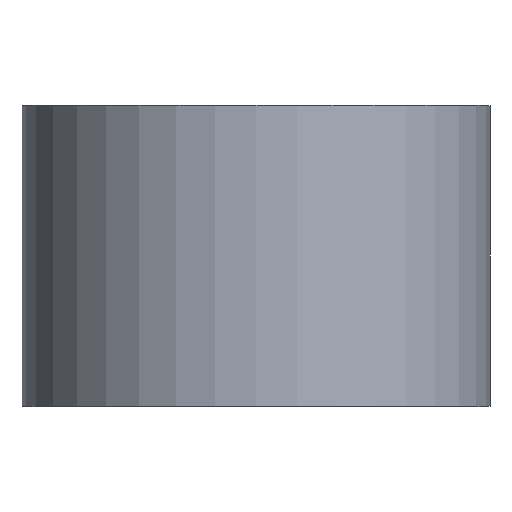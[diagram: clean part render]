
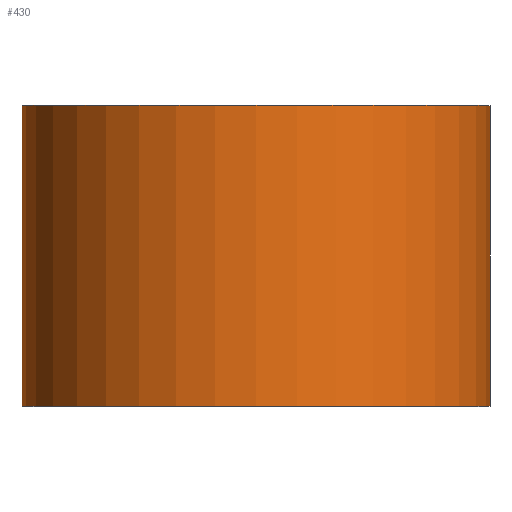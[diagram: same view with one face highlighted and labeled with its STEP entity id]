
A CAD part, top view. The second image highlights one B-rep face of the part: STEP entity #430.
In plain terms, the highlighted cylindrical face has radius 35 mm (diameter 70 mm), a partial arc.
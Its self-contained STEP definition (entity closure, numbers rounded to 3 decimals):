
#346=EDGE_CURVE('',#566,#416,#825,.T.);
#356=EDGE_CURVE('',#566,#500,#836,.T.);
#416=VERTEX_POINT('',#907);
#430=ADVANCED_FACE('',(#924),#925,.T.);
#434=EDGE_CURVE('',#678,#416,#931,.T.);
#500=VERTEX_POINT('',#1003);
#566=VERTEX_POINT('',#1077);
#652=EDGE_CURVE('',#678,#500,#1174,.T.);
#678=VERTEX_POINT('',#1203);
#825=LINE('',#1372,#1373);
#836=CIRCLE('',#1386,35.0);
#907=CARTESIAN_POINT('',(35.0,45.0,0.0));
#924=FACE_OUTER_BOUND('',#1492,.T.);
#925=CYLINDRICAL_SURFACE('',#1493,35.0);
#931=CIRCLE('',#1500,35.0);
#1003=CARTESIAN_POINT('',(-35.0,0.0,0.));
#1077=CARTESIAN_POINT('',(35.0,0.0,0.0));
#1174=LINE('',#1821,#1822);
#1203=CARTESIAN_POINT('',(-35.0,45.0,0.));
#1372=CARTESIAN_POINT('',(35.0,22.5,0.));
#1373=VECTOR('',#2020,1.0);
#1386=AXIS2_PLACEMENT_3D('',#2032,#2033,#2034);
#1492=EDGE_LOOP('',(#2169,#2170,#2171,#2172));
#1493=AXIS2_PLACEMENT_3D('',#2173,#2174,#2175);
#1500=AXIS2_PLACEMENT_3D('',#2184,#2185,#2186);
#1821=CARTESIAN_POINT('',(-35.0,22.5,0.));
#1822=VECTOR('',#2482,1.0);
#2020=DIRECTION('',(0.0,1.0,0.0));
#2032=CARTESIAN_POINT('',(0.0,0.0,0.0));
#2033=DIRECTION('',(0.0,-1.0,0.0));
#2034=DIRECTION('',(1.0,0.0,0.0));
#2169=ORIENTED_EDGE('',*,*,#346,.T.);
#2170=ORIENTED_EDGE('',*,*,#434,.F.);
#2171=ORIENTED_EDGE('',*,*,#652,.T.);
#2172=ORIENTED_EDGE('',*,*,#356,.F.);
#2173=CARTESIAN_POINT('',(0.0,22.5,0.0));
#2174=DIRECTION('',(0.0,-1.0,-0.0));
#2175=DIRECTION('',(1.0,0.0,0.0));
#2184=CARTESIAN_POINT('',(0.0,45.0,0.0));
#2185=DIRECTION('',(-0.0,1.0,0.0));
#2186=DIRECTION('',(1.0,0.0,0.0));
#2482=DIRECTION('',(-0.0,-1.0,-0.0));
